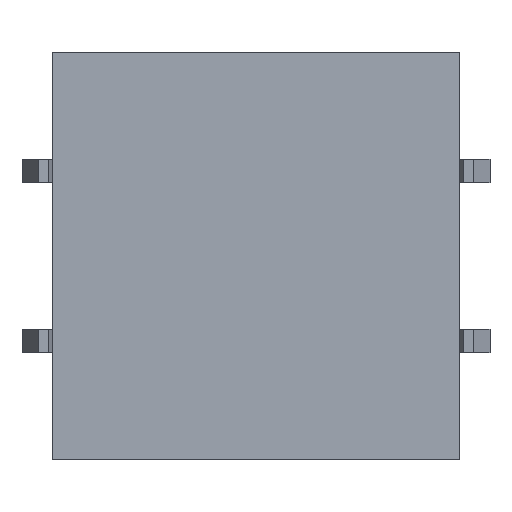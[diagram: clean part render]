
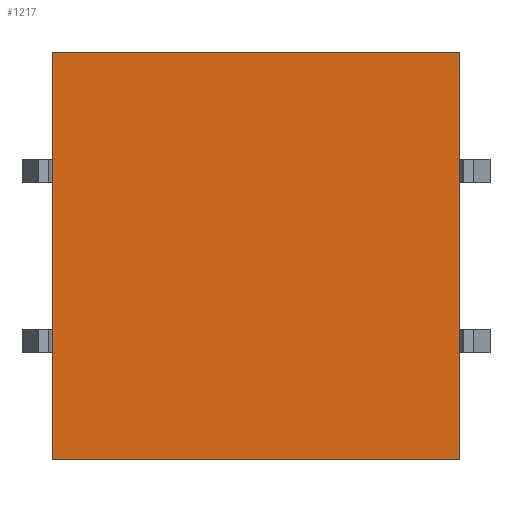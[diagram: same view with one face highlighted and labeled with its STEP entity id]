
A CAD part, front view. The second image highlights one B-rep face of the part: STEP entity #1217.
In plain terms, the highlighted planar face has unit normal (0, -1, 0).
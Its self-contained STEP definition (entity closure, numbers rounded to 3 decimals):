
#95 = CARTESIAN_POINT ( 'NONE',  ( 6., 3.5, 0. ) ) ;
#167 = FACE_OUTER_BOUND ( 'NONE', #1660, .T. ) ;
#174 = ORIENTED_EDGE ( 'NONE', *, *, #1071, .T. ) ;
#285 = VERTEX_POINT ( 'NONE', #347 ) ;
#303 = ORIENTED_EDGE ( 'NONE', *, *, #969, .F. ) ;
#309 = EDGE_CURVE ( 'NONE', #1659, #1512, #374, .T. ) ;
#310 = PLANE ( 'NONE',  #345 ) ;
#333 = VECTOR ( 'NONE', #578, 1000. ) ;
#345 = AXIS2_PLACEMENT_3D ( 'NONE', #1497, #1212, #1375 ) ;
#347 = CARTESIAN_POINT ( 'NONE',  ( -6., 3.5, -6. ) ) ;
#374 = LINE ( 'NONE', #95, #1384 ) ;
#485 = CARTESIAN_POINT ( 'NONE',  ( 6., 3.5, -6. ) ) ;
#578 = DIRECTION ( 'NONE',  ( 1., 0., 0. ) ) ;
#671 = CARTESIAN_POINT ( 'NONE',  ( 0., 3.5, 6. ) ) ;
#792 = LINE ( 'NONE', #885, #1207 ) ;
#796 = CARTESIAN_POINT ( 'NONE',  ( -6., 3.5, 0. ) ) ;
#812 = LINE ( 'NONE', #796, #1311 ) ;
#885 = CARTESIAN_POINT ( 'NONE',  ( 0., 3.5, -6. ) ) ;
#956 = ORIENTED_EDGE ( 'NONE', *, *, #1189, .F. ) ;
#969 = EDGE_CURVE ( 'NONE', #1512, #285, #792, .T. ) ;
#976 = VERTEX_POINT ( 'NONE', #1418 ) ;
#1008 = DIRECTION ( 'NONE',  ( -1., 0., 0. ) ) ;
#1071 = EDGE_CURVE ( 'NONE', #976, #285, #812, .T. ) ;
#1137 = DIRECTION ( 'NONE',  ( 0., 0., -1. ) ) ;
#1189 = EDGE_CURVE ( 'NONE', #976, #1659, #1225, .T. ) ;
#1207 = VECTOR ( 'NONE', #1008, 1000. ) ;
#1212 = DIRECTION ( 'NONE',  ( 0., 1., 0. ) ) ;
#1217 = ADVANCED_FACE ( 'NONE', ( #167 ), #310, .F. ) ;
#1225 = LINE ( 'NONE', #671, #333 ) ;
#1311 = VECTOR ( 'NONE', #1600, 1000. ) ;
#1375 = DIRECTION ( 'NONE',  ( 1., 0., 0. ) ) ;
#1384 = VECTOR ( 'NONE', #1137, 1000. ) ;
#1418 = CARTESIAN_POINT ( 'NONE',  ( -6., 3.5, 6. ) ) ;
#1443 = CARTESIAN_POINT ( 'NONE',  ( 6., 3.5, 6. ) ) ;
#1497 = CARTESIAN_POINT ( 'NONE',  ( 0., 3.5, 0. ) ) ;
#1512 = VERTEX_POINT ( 'NONE', #485 ) ;
#1595 = ORIENTED_EDGE ( 'NONE', *, *, #309, .F. ) ;
#1600 = DIRECTION ( 'NONE',  ( 0., 0., -1. ) ) ;
#1659 = VERTEX_POINT ( 'NONE', #1443 ) ;
#1660 = EDGE_LOOP ( 'NONE', ( #174, #303, #1595, #956 ) ) ;
